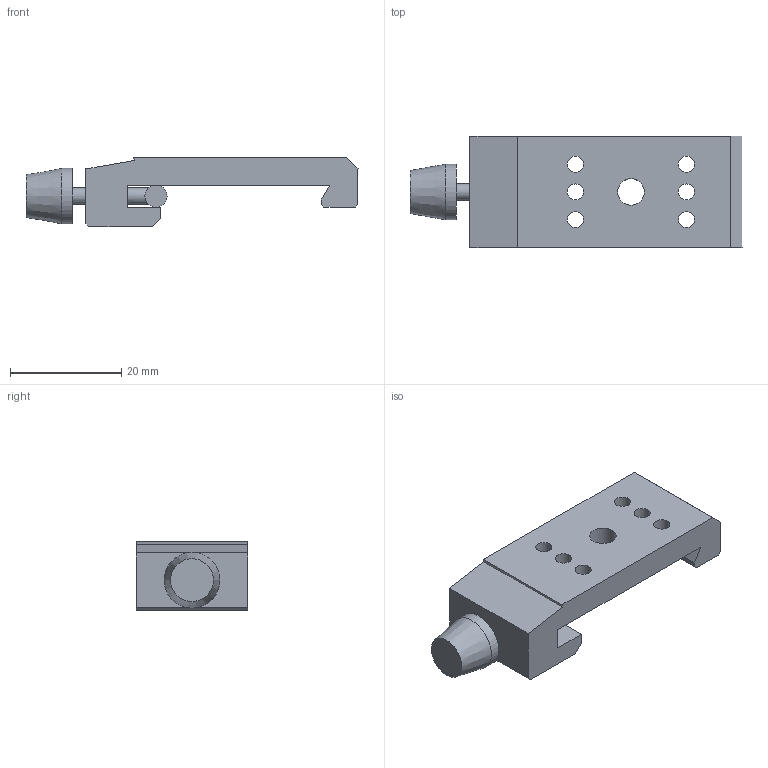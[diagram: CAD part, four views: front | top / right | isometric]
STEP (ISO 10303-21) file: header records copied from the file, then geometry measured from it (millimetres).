
FILE_DESCRIPTION(/* description */ (''),/* implementation_level */ '2;1');
FILE_NAME(/* name */ 'FLS40_20mm_carrier.stp',/* time_stamp */ '2018-08-27T10:00:32+02:00',/* author */ ('voigt'),/* organization */ (''),/* preprocessor_version */ 'ST-DEVELOPER v16.1',/* originating_system */ 'Autodesk Inventor 2016',/* authorisation */ '');
FILE_SCHEMA (('AUTOMOTIVE_DESIGN { 1 0 10303 214 3 1 1 }'));
Length unit declared in the file: millimetre
Products named in the file (1): Part1
Bounding box: 59.8 x 20 x 12.5 mm (x, y, z)
Volume: 6764.5 mm3; surface area: 4299.3 mm2
Topology: 1 solids, 1 shells, 47 faces, 124 edges, 85 vertices
Faces by surface type: plane 30, cylinder 16, cone 1
Full cylindrical faces by diameter (mm): 2.9 x6, 3 x2, 4.773 x1, 10 x1
Entity records: 1499 total; most frequent: CARTESIAN_POINT 271, DIRECTION 232, ORIENTED_EDGE 214, EDGE_CURVE 105, EDGE_LOOP 80, AXIS2_PLACEMENT_3D 80, VERTEX_POINT 77, LINE 72
